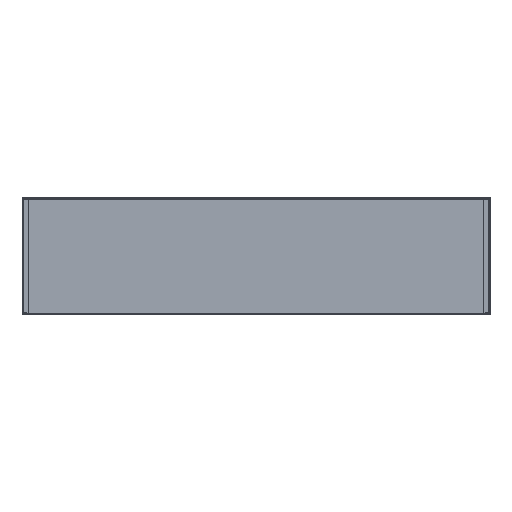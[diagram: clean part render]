
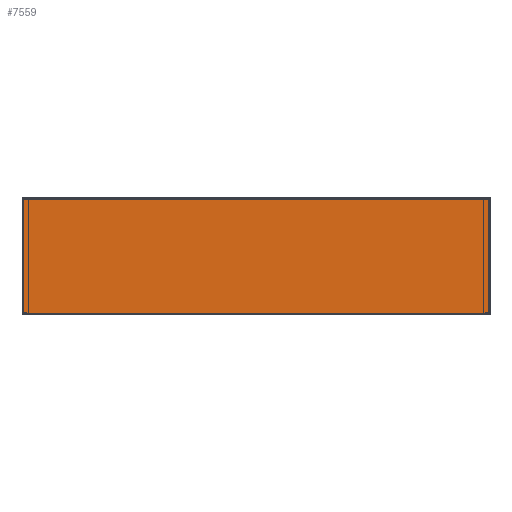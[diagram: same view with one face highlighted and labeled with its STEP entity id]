
A CAD part, left-side view. The second image highlights one B-rep face of the part: STEP entity #7559.
In plain terms, the highlighted planar face has unit normal (-1, 0, 0).
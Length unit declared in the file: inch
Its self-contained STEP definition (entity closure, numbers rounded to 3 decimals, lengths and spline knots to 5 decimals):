
#180 = CARTESIAN_POINT ( 'NONE',  ( -24., 24., 0.095 ) ) ;
#559 = EDGE_LOOP ( 'NONE', ( #3017, #1417, #2299, #5254 ) ) ;
#562 = LINE ( 'NONE', #3735, #7705 ) ;
#876 = DIRECTION ( 'NONE',  ( 0., 0., -1. ) ) ;
#1390 = CARTESIAN_POINT ( 'NONE',  ( -24., -24., 0.095 ) ) ;
#1417 = ORIENTED_EDGE ( 'NONE', *, *, #7061, .F. ) ;
#1490 = DIRECTION ( 'NONE',  ( -1., 0., 0. ) ) ;
#1611 = VECTOR ( 'NONE', #1717, 39.37008 ) ;
#1675 = VERTEX_POINT ( 'NONE', #5203 ) ;
#1717 = DIRECTION ( 'NONE',  ( 0., -1., 0. ) ) ;
#1808 = CARTESIAN_POINT ( 'NONE',  ( -24., 24., 0.143 ) ) ;
#1875 = CARTESIAN_POINT ( 'NONE',  ( -24., -24., 11.857 ) ) ;
#2299 = ORIENTED_EDGE ( 'NONE', *, *, #2844, .T. ) ;
#2402 = VECTOR ( 'NONE', #2650, 39.37008 ) ;
#2595 = EDGE_CURVE ( 'NONE', #1675, #5405, #7925, .T. ) ;
#2620 = LINE ( 'NONE', #180, #3421 ) ;
#2650 = DIRECTION ( 'NONE',  ( 0., 0., 1. ) ) ;
#2844 = EDGE_CURVE ( 'NONE', #3291, #5405, #5079, .T. ) ;
#3017 = ORIENTED_EDGE ( 'NONE', *, *, #6463, .T. ) ;
#3050 = DIRECTION ( 'NONE',  ( 0., 1., 0. ) ) ;
#3087 = CARTESIAN_POINT ( 'NONE',  ( -24., -24., 0.143 ) ) ;
#3291 = VERTEX_POINT ( 'NONE', #3087 ) ;
#3421 = VECTOR ( 'NONE', #876, 39.37008 ) ;
#3735 = CARTESIAN_POINT ( 'NONE',  ( -24., -24., 0.143 ) ) ;
#3967 = DIRECTION ( 'NONE',  ( 0., 0., 1. ) ) ;
#4500 = PLANE ( 'NONE',  #4864 ) ;
#4864 = AXIS2_PLACEMENT_3D ( 'NONE', #5835, #1490, #3967 ) ;
#5079 = LINE ( 'NONE', #1390, #2402 ) ;
#5203 = CARTESIAN_POINT ( 'NONE',  ( -24., 24., 11.857 ) ) ;
#5254 = ORIENTED_EDGE ( 'NONE', *, *, #2595, .F. ) ;
#5405 = VERTEX_POINT ( 'NONE', #7216 ) ;
#5794 = FACE_OUTER_BOUND ( 'NONE', #559, .T. ) ;
#5835 = CARTESIAN_POINT ( 'NONE',  ( -24., 24., 0.08553 ) ) ;
#6463 = EDGE_CURVE ( 'NONE', #1675, #7820, #2620, .T. ) ;
#7061 = EDGE_CURVE ( 'NONE', #3291, #7820, #562, .T. ) ;
#7216 = CARTESIAN_POINT ( 'NONE',  ( -24., -24., 11.857 ) ) ;
#7559 = ADVANCED_FACE ( 'NONE', ( #5794 ), #4500, .T. ) ;
#7705 = VECTOR ( 'NONE', #3050, 39.37008 ) ;
#7820 = VERTEX_POINT ( 'NONE', #1808 ) ;
#7925 = LINE ( 'NONE', #1875, #1611 ) ;
